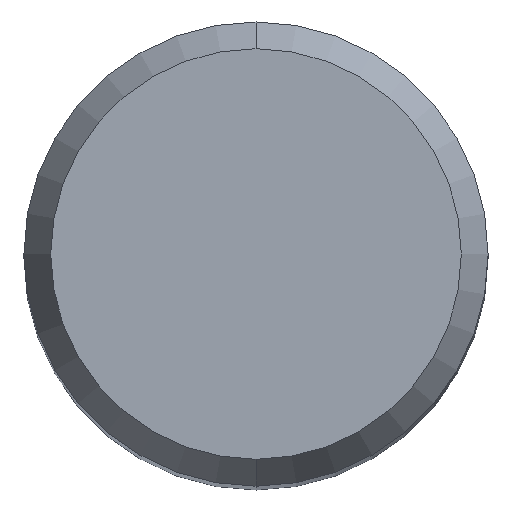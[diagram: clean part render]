
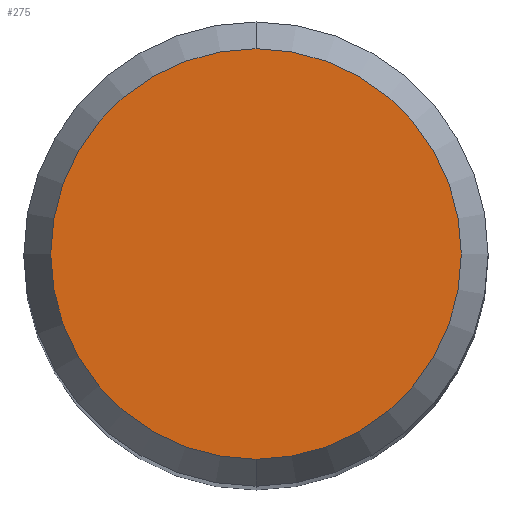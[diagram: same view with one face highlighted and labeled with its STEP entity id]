
A CAD part, top view. The second image highlights one B-rep face of the part: STEP entity #275.
In plain terms, the highlighted planar face has unit normal (0, 0, 1).
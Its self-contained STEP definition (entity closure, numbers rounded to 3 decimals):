
#179=EDGE_CURVE('',#259,#273,#471,.T.);
#201=EDGE_CURVE('',#273,#259,#495,.T.);
#259=VERTEX_POINT('',#561);
#273=VERTEX_POINT('',#576);
#275=ADVANCED_FACE('',(#578),#579,.T.);
#471=CIRCLE('',#789,4.423);
#495=CIRCLE('',#833,4.423);
#561=CARTESIAN_POINT('',(0.0,4.423,46.961));
#576=CARTESIAN_POINT('',(0.,-4.423,46.961));
#578=FACE_OUTER_BOUND('',#993,.T.);
#579=PLANE('',#994);
#789=AXIS2_PLACEMENT_3D('',#1429,#1430,#1431);
#833=AXIS2_PLACEMENT_3D('',#1450,#1451,#1452);
#993=EDGE_LOOP('',(#1548,#1549));
#994=AXIS2_PLACEMENT_3D('',#1550,#1551,#1552);
#1429=CARTESIAN_POINT('',(0.0,0.0,46.961));
#1430=DIRECTION('',(0.0,0.0,-1.0));
#1431=DIRECTION('',(0.0,1.0,0.0));
#1450=CARTESIAN_POINT('',(0.0,0.0,46.961));
#1451=DIRECTION('',(0.0,0.0,-1.0));
#1452=DIRECTION('',(0.0,1.0,0.0));
#1548=ORIENTED_EDGE('',*,*,#179,.F.);
#1549=ORIENTED_EDGE('',*,*,#201,.F.);
#1550=CARTESIAN_POINT('',(0.0,2.211,46.961));
#1551=DIRECTION('',(-0.0,0.0,1.0));
#1552=DIRECTION('',(0.0,-1.0,0.0));
